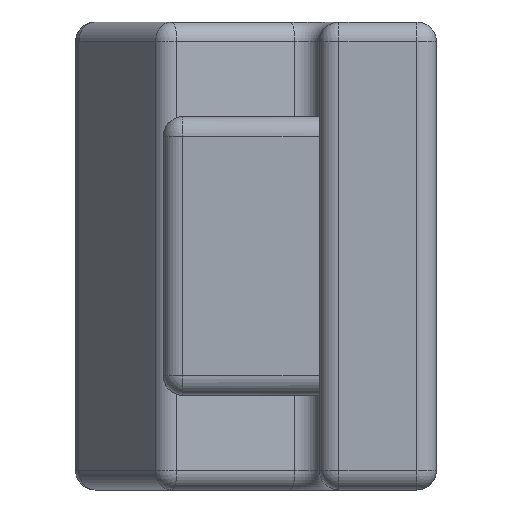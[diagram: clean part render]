
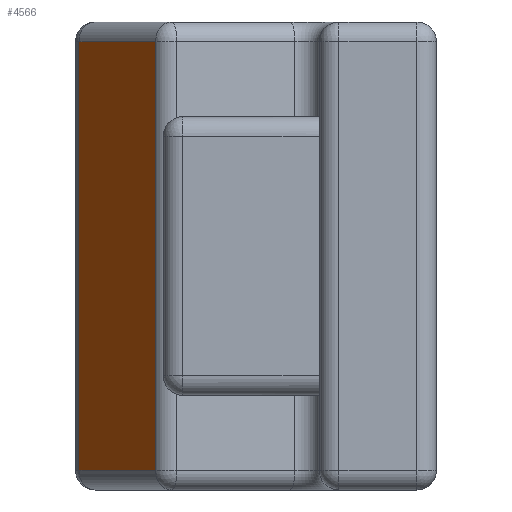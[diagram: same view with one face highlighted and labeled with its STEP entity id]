
A CAD part, left-side view. The second image highlights one B-rep face of the part: STEP entity #4566.
In plain terms, the highlighted planar face has unit normal (-0.561, 0.828, 0).
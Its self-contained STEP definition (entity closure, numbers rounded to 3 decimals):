
#94=PLANE('',#5186);
#538=LINE('',#9751,#805);
#539=LINE('',#9765,#806);
#541=LINE('',#9768,#808);
#549=LINE('',#9814,#816);
#805=VECTOR('',#6542,10.);
#806=VECTOR('',#6561,10.);
#808=VECTOR('',#6565,10.);
#816=VECTOR('',#6637,10.);
#1243=FACE_OUTER_BOUND('',#1562,.T.);
#1562=EDGE_LOOP('',(#4189,#4190,#4191,#4192));
#2220=VERTEX_POINT('',#9743);
#2221=VERTEX_POINT('',#9747);
#2222=VERTEX_POINT('',#9753);
#2225=VERTEX_POINT('',#9761);
#2862=EDGE_CURVE('',#2221,#2220,#538,.T.);
#2869=EDGE_CURVE('',#2222,#2225,#539,.T.);
#2871=EDGE_CURVE('',#2225,#2221,#541,.T.);
#2895=EDGE_CURVE('',#2220,#2222,#549,.T.);
#4189=ORIENTED_EDGE('',*,*,#2869,.F.);
#4190=ORIENTED_EDGE('',*,*,#2895,.F.);
#4191=ORIENTED_EDGE('',*,*,#2862,.F.);
#4192=ORIENTED_EDGE('',*,*,#2871,.F.);
#4566=ADVANCED_FACE('',(#1243),#94,.T.);
#5186=AXIS2_PLACEMENT_3D('',#9815,#6638,#6639);
#6542=DIRECTION('',(0.,0.,1.));
#6561=DIRECTION('',(0.,0.,-1.));
#6565=DIRECTION('',(0.828,0.561,0.));
#6637=DIRECTION('',(-0.828,-0.561,0.));
#6638=DIRECTION('center_axis',(-0.561,0.828,0.));
#6639=DIRECTION('ref_axis',(-0.828,-0.561,0.));
#9743=CARTESIAN_POINT('',(-3.508,36.656,22.));
#9747=CARTESIAN_POINT('',(-3.508,36.656,-22.));
#9751=CARTESIAN_POINT('',(-3.508,36.656,0.));
#9753=CARTESIAN_POINT('',(-15.108,28.798,22.));
#9761=CARTESIAN_POINT('',(-15.108,28.798,-22.));
#9765=CARTESIAN_POINT('',(-15.108,28.798,0.));
#9768=CARTESIAN_POINT('',(-10.38,32.001,-22.));
#9814=CARTESIAN_POINT('',(-10.38,32.001,22.));
#9815=CARTESIAN_POINT('Origin',(-3.,37.,0.));
